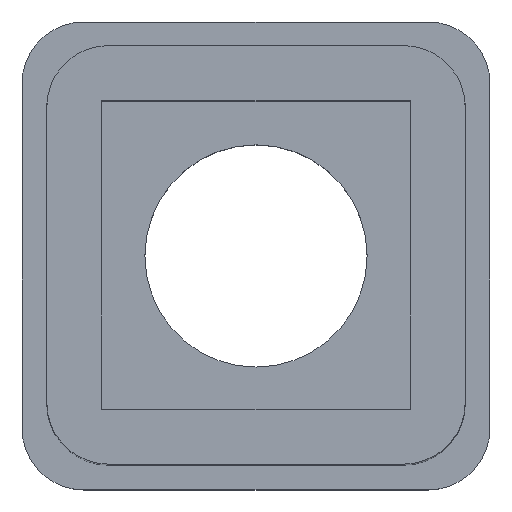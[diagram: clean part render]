
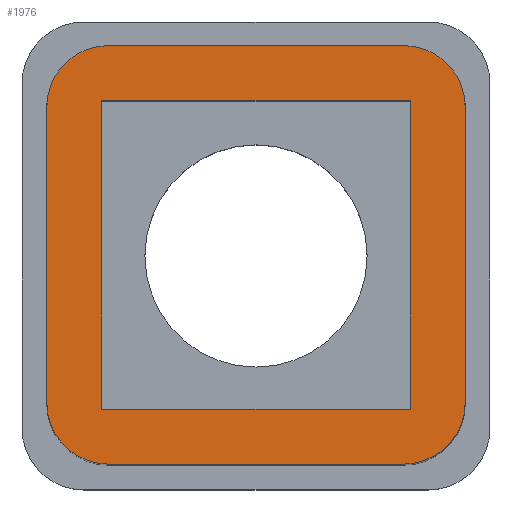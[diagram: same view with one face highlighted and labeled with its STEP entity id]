
A CAD part, top view. The second image highlights one B-rep face of the part: STEP entity #1976.
In plain terms, the highlighted planar face has unit normal (0, 0, 1).
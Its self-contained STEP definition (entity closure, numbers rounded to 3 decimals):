
#239=FACE_BOUND('',#427,.T.);
#259=CIRCLE('',#2102,5.);
#261=CIRCLE('',#2110,5.);
#270=CIRCLE('',#2129,5.);
#271=CIRCLE('',#2132,5.);
#315=FACE_OUTER_BOUND('',#426,.T.);
#426=EDGE_LOOP('',(#1442,#1443,#1444,#1445,#1446,#1447,#1448,#1449));
#427=EDGE_LOOP('',(#1450,#1451,#1452,#1453));
#550=LINE('',#2628,#667);
#557=LINE('',#2643,#674);
#563=LINE('',#2658,#680);
#568=LINE('',#2666,#685);
#571=LINE('',#2672,#688);
#572=LINE('',#2674,#689);
#585=LINE('',#2715,#702);
#586=LINE('',#2718,#703);
#667=VECTOR('',#2281,10.);
#674=VECTOR('',#2294,10.);
#680=VECTOR('',#2310,10.);
#685=VECTOR('',#2319,10.);
#688=VECTOR('',#2326,10.);
#689=VECTOR('',#2329,10.);
#702=VECTOR('',#2370,10.);
#703=VECTOR('',#2373,10.);
#788=VERTEX_POINT('',#2615);
#789=VERTEX_POINT('',#2617);
#792=VERTEX_POINT('',#2626);
#796=VERTEX_POINT('',#2640);
#797=VERTEX_POINT('',#2642);
#798=VERTEX_POINT('',#2649);
#800=VERTEX_POINT('',#2655);
#801=VERTEX_POINT('',#2657);
#802=VERTEX_POINT('',#2664);
#803=VERTEX_POINT('',#2670);
#817=VERTEX_POINT('',#2710);
#818=VERTEX_POINT('',#2716);
#1009=EDGE_CURVE('',#788,#789,#259,.T.);
#1015=EDGE_CURVE('',#788,#792,#550,.T.);
#1022=EDGE_CURVE('',#797,#796,#557,.T.);
#1026=EDGE_CURVE('',#797,#798,#261,.T.);
#1030=EDGE_CURVE('',#801,#800,#563,.T.);
#1035=EDGE_CURVE('',#800,#802,#568,.T.);
#1038=EDGE_CURVE('',#802,#803,#571,.T.);
#1039=EDGE_CURVE('',#803,#801,#572,.T.);
#1059=EDGE_CURVE('',#817,#792,#270,.T.);
#1060=EDGE_CURVE('',#817,#798,#585,.T.);
#1061=EDGE_CURVE('',#818,#796,#271,.T.);
#1062=EDGE_CURVE('',#818,#789,#586,.T.);
#1442=ORIENTED_EDGE('',*,*,#1059,.F.);
#1443=ORIENTED_EDGE('',*,*,#1060,.T.);
#1444=ORIENTED_EDGE('',*,*,#1026,.F.);
#1445=ORIENTED_EDGE('',*,*,#1022,.T.);
#1446=ORIENTED_EDGE('',*,*,#1061,.F.);
#1447=ORIENTED_EDGE('',*,*,#1062,.T.);
#1448=ORIENTED_EDGE('',*,*,#1009,.F.);
#1449=ORIENTED_EDGE('',*,*,#1015,.T.);
#1450=ORIENTED_EDGE('',*,*,#1030,.T.);
#1451=ORIENTED_EDGE('',*,*,#1035,.T.);
#1452=ORIENTED_EDGE('',*,*,#1038,.T.);
#1453=ORIENTED_EDGE('',*,*,#1039,.T.);
#1931=PLANE('',#2131);
#1976=ADVANCED_FACE('',(#315,#239),#1931,.T.);
#2102=AXIS2_PLACEMENT_3D('',#2618,#2271,#2272);
#2110=AXIS2_PLACEMENT_3D('',#2650,#2302,#2303);
#2129=AXIS2_PLACEMENT_3D('',#2712,#2364,#2365);
#2131=AXIS2_PLACEMENT_3D('',#2714,#2368,#2369);
#2132=AXIS2_PLACEMENT_3D('',#2717,#2371,#2372);
#2271=DIRECTION('center_axis',(0.,0.,
-1.));
#2272=DIRECTION('ref_axis',(-0.707,0.707,0.));
#2281=DIRECTION('',(0.,-1.,0.));
#2294=DIRECTION('',(0.,1.,0.));
#2302=DIRECTION('center_axis',(0.,0.,
-1.));
#2303=DIRECTION('ref_axis',(0.707,-0.707,0.));
#2310=DIRECTION('',(-1.,0.,0.));
#2319=DIRECTION('',(0.,1.,0.));
#2326=DIRECTION('',(1.,0.,0.));
#2329=DIRECTION('',(0.,-1.,0.));
#2364=DIRECTION('center_axis',(0.,0.,
-1.));
#2365=DIRECTION('ref_axis',(-0.707,-0.707,0.));
#2368=DIRECTION('center_axis',(0.,0.,
1.));
#2369=DIRECTION('ref_axis',(1.,0.,0.));
#2370=DIRECTION('',(1.,0.,0.));
#2371=DIRECTION('center_axis',(0.,0.,
-1.));
#2372=DIRECTION('ref_axis',(0.707,0.707,0.));
#2373=DIRECTION('',(-1.,0.,0.));
#2615=CARTESIAN_POINT('',(-52.359,32.859,68.));
#2617=CARTESIAN_POINT('',(-47.359,37.859,68.));
#2618=CARTESIAN_POINT('Origin',(-47.359,32.859,68.));
#2626=CARTESIAN_POINT('',(-52.359,8.959,68.));
#2628=CARTESIAN_POINT('',(-52.359,37.859,68.));
#2640=CARTESIAN_POINT('',(-18.459,32.859,68.));
#2642=CARTESIAN_POINT('',(-18.459,8.959,68.));
#2643=CARTESIAN_POINT('',(-18.459,3.959,68.));
#2649=CARTESIAN_POINT('',(-23.459,3.959,68.));
#2650=CARTESIAN_POINT('Origin',(-23.459,8.959,68.));
#2655=CARTESIAN_POINT('',(-47.909,8.409,68.));
#2657=CARTESIAN_POINT('',(-22.909,8.409,68.));
#2658=CARTESIAN_POINT('',(-22.909,8.409,68.));
#2664=CARTESIAN_POINT('',(-47.909,33.409,68.));
#2666=CARTESIAN_POINT('',(-47.909,8.409,68.));
#2670=CARTESIAN_POINT('',(-22.909,33.409,68.));
#2672=CARTESIAN_POINT('',(-47.909,33.409,68.));
#2674=CARTESIAN_POINT('',(-22.909,33.409,68.));
#2710=CARTESIAN_POINT('',(-47.359,3.959,68.));
#2712=CARTESIAN_POINT('Origin',(-47.359,8.959,68.));
#2714=CARTESIAN_POINT('Origin',(-35.409,20.909,68.));
#2715=CARTESIAN_POINT('',(-52.359,3.959,68.));
#2716=CARTESIAN_POINT('',(-23.459,37.859,68.));
#2717=CARTESIAN_POINT('Origin',(-23.459,32.859,68.));
#2718=CARTESIAN_POINT('',(-18.459,37.859,68.));
